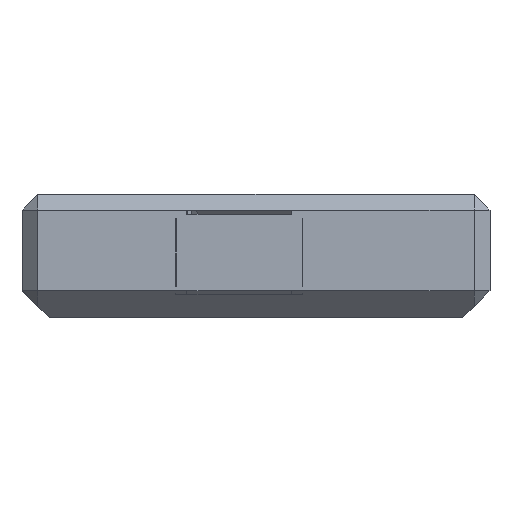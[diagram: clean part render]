
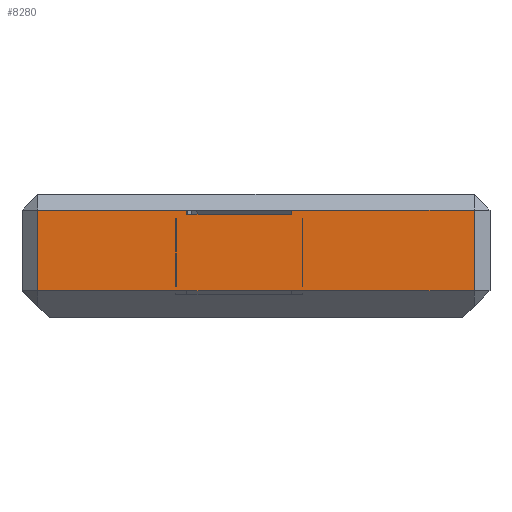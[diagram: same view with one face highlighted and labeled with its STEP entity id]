
A CAD part, front view. The second image highlights one B-rep face of the part: STEP entity #8280.
In plain terms, the highlighted planar face has unit normal (0, -1, 0).
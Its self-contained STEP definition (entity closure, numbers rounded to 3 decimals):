
#135=FACE_BOUND('',#1093,.T.);
#136=FACE_BOUND('',#1094,.T.);
#643=FACE_OUTER_BOUND('',#1092,.T.);
#1092=EDGE_LOOP('',(#7097,#7098,#7099,#7100,#7101,#7102,#7103,#7104,#7105,
#7106));
#1093=EDGE_LOOP('',(#7107,#7108,#7109,#7110));
#1094=EDGE_LOOP('',(#7111,#7112,#7113,#7114));
#1493=LINE('',#12521,#2523);
#1496=LINE('',#12526,#2526);
#1498=LINE('',#12531,#2528);
#1501=LINE('',#12537,#2531);
#1532=LINE('',#12599,#2562);
#1535=LINE('',#12604,#2565);
#1584=LINE('',#12710,#2614);
#1585=LINE('',#12712,#2615);
#1586=LINE('',#12715,#2616);
#1588=LINE('',#12718,#2618);
#1596=LINE('',#12732,#2626);
#1598=LINE('',#12735,#2628);
#1995=LINE('',#13544,#3025);
#2000=LINE('',#13552,#3030);
#2025=LINE('',#13602,#3055);
#2026=LINE('',#13603,#3056);
#2027=LINE('',#13605,#3057);
#2028=LINE('',#13607,#3058);
#2523=VECTOR('',#9283,10.);
#2526=VECTOR('',#9288,10.);
#2528=VECTOR('',#9292,10.);
#2531=VECTOR('',#9297,10.);
#2562=VECTOR('',#9340,10.);
#2565=VECTOR('',#9345,10.);
#2614=VECTOR('',#9420,10.);
#2615=VECTOR('',#9423,10.);
#2616=VECTOR('',#9426,10.);
#2618=VECTOR('',#9430,10.);
#2626=VECTOR('',#9444,10.);
#2628=VECTOR('',#9448,10.);
#3025=VECTOR('',#10179,10.);
#3030=VECTOR('',#10184,10.);
#3055=VECTOR('',#10243,10.);
#3056=VECTOR('',#10244,10.);
#3057=VECTOR('',#10247,10.);
#3058=VECTOR('',#10250,10.);
#3555=VERTEX_POINT('',#12518);
#3556=VERTEX_POINT('',#12520);
#3557=VERTEX_POINT('',#12524);
#3558=VERTEX_POINT('',#12528);
#3559=VERTEX_POINT('',#12530);
#3560=VERTEX_POINT('',#12534);
#3561=VERTEX_POINT('',#12536);
#3585=VERTEX_POINT('',#12596);
#3586=VERTEX_POINT('',#12598);
#3587=VERTEX_POINT('',#12602);
#3588=VERTEX_POINT('',#12606);
#3631=VERTEX_POINT('',#12708);
#3632=VERTEX_POINT('',#12714);
#3635=VERTEX_POINT('',#12731);
#3880=VERTEX_POINT('',#13543);
#3883=VERTEX_POINT('',#13550);
#3890=VERTEX_POINT('',#13592);
#3891=VERTEX_POINT('',#13596);
#4441=EDGE_CURVE('',#3556,#3555,#1493,.T.);
#4444=EDGE_CURVE('',#3555,#3557,#1496,.T.);
#4446=EDGE_CURVE('',#3558,#3559,#1498,.T.);
#4449=EDGE_CURVE('',#3561,#3560,#1501,.T.);
#4480=EDGE_CURVE('',#3586,#3585,#1532,.T.);
#4483=EDGE_CURVE('',#3585,#3587,#1535,.T.);
#4538=EDGE_CURVE('',#3588,#3631,#1584,.T.);
#4539=EDGE_CURVE('',#3631,#3561,#1585,.T.);
#4540=EDGE_CURVE('',#3632,#3556,#1586,.T.);
#4542=EDGE_CURVE('',#3557,#3632,#1588,.T.);
#4550=EDGE_CURVE('',#3635,#3586,#1596,.T.);
#4552=EDGE_CURVE('',#3587,#3635,#1598,.T.);
#4961=EDGE_CURVE('',#3559,#3880,#1995,.T.);
#4966=EDGE_CURVE('',#3883,#3558,#2000,.T.);
#4991=EDGE_CURVE('',#3890,#3560,#2025,.T.);
#4992=EDGE_CURVE('',#3588,#3891,#2026,.T.);
#4993=EDGE_CURVE('',#3891,#3883,#2027,.T.);
#4994=EDGE_CURVE('',#3880,#3890,#2028,.T.);
#7097=ORIENTED_EDGE('',*,*,#4449,.T.);
#7098=ORIENTED_EDGE('',*,*,#4991,.F.);
#7099=ORIENTED_EDGE('',*,*,#4994,.F.);
#7100=ORIENTED_EDGE('',*,*,#4961,.F.);
#7101=ORIENTED_EDGE('',*,*,#4446,.F.);
#7102=ORIENTED_EDGE('',*,*,#4966,.F.);
#7103=ORIENTED_EDGE('',*,*,#4993,.F.);
#7104=ORIENTED_EDGE('',*,*,#4992,.F.);
#7105=ORIENTED_EDGE('',*,*,#4538,.T.);
#7106=ORIENTED_EDGE('',*,*,#4539,.T.);
#7107=ORIENTED_EDGE('',*,*,#4444,.T.);
#7108=ORIENTED_EDGE('',*,*,#4542,.T.);
#7109=ORIENTED_EDGE('',*,*,#4540,.T.);
#7110=ORIENTED_EDGE('',*,*,#4441,.T.);
#7111=ORIENTED_EDGE('',*,*,#4480,.T.);
#7112=ORIENTED_EDGE('',*,*,#4483,.T.);
#7113=ORIENTED_EDGE('',*,*,#4552,.T.);
#7114=ORIENTED_EDGE('',*,*,#4550,.T.);
#7860=PLANE('',#8690);
#8280=ADVANCED_FACE('',(#643,#135,#136),#7860,.T.);
#8690=AXIS2_PLACEMENT_3D('',#13619,#10268,#10269);
#9283=DIRECTION('',(0.,0.,-1.));
#9288=DIRECTION('',(-1.,0.,0.));
#9292=DIRECTION('',(-1.,0.,0.));
#9297=DIRECTION('',(0.,0.,1.));
#9340=DIRECTION('',(0.,0.,1.));
#9345=DIRECTION('',(1.,0.,0.));
#9420=DIRECTION('',(0.,0.,-1.));
#9423=DIRECTION('',(-1.,0.,0.));
#9426=DIRECTION('',(1.,0.,0.));
#9430=DIRECTION('',(0.,0.,1.));
#9444=DIRECTION('',(-1.,0.,0.));
#9448=DIRECTION('',(0.,0.,-1.));
#10179=DIRECTION('',(-1.,0.,0.));
#10184=DIRECTION('',(-1.,0.,0.));
#10243=DIRECTION('',(1.,0.,0.));
#10244=DIRECTION('',(1.,0.,0.));
#10247=DIRECTION('',(0.,0.,-1.));
#10250=DIRECTION('',(0.,0.,1.));
#10268=DIRECTION('center_axis',(0.,-1.,0.));
#10269=DIRECTION('ref_axis',(1.,0.,0.));
#12518=CARTESIAN_POINT('',(11.05,-3.6,-3.2));
#12520=CARTESIAN_POINT('',(11.05,-3.6,3.2));
#12521=CARTESIAN_POINT('',(11.05,-3.6,1.6));
#12524=CARTESIAN_POINT('',(11.,-3.6,-3.2));
#12526=CARTESIAN_POINT('',(3.775,-3.6,-3.2));
#12528=CARTESIAN_POINT('',(21.942,-3.6,-3.6));
#12530=CARTESIAN_POINT('',(12.058,-3.6,-3.6));
#12531=CARTESIAN_POINT('',(7.538,-3.6,-3.6));
#12534=CARTESIAN_POINT('',(12.058,-3.6,4.));
#12536=CARTESIAN_POINT('',(12.058,-3.6,3.6));
#12537=CARTESIAN_POINT('',(12.058,-3.6,1.8));
#12596=CARTESIAN_POINT('',(22.95,-3.6,3.2));
#12598=CARTESIAN_POINT('',(22.95,-3.6,-3.2));
#12599=CARTESIAN_POINT('',(22.95,-3.6,-1.6));
#12602=CARTESIAN_POINT('',(23.,-3.6,3.2));
#12604=CARTESIAN_POINT('',(9.725,-3.6,3.2));
#12606=CARTESIAN_POINT('',(21.942,-3.6,4.));
#12708=CARTESIAN_POINT('',(21.942,-3.6,3.6));
#12710=CARTESIAN_POINT('',(21.942,-3.6,2.));
#12712=CARTESIAN_POINT('',(9.221,-3.6,3.6));
#12714=CARTESIAN_POINT('',(11.,-3.6,3.2));
#12715=CARTESIAN_POINT('',(3.75,-3.6,3.2));
#12718=CARTESIAN_POINT('',(11.,-3.6,-1.6));
#12731=CARTESIAN_POINT('',(23.,-3.6,-3.2));
#12732=CARTESIAN_POINT('',(9.75,-3.6,-3.2));
#12735=CARTESIAN_POINT('',(23.,-3.6,1.6));
#13543=CARTESIAN_POINT('',(-2.,-3.6,-3.6));
#13544=CARTESIAN_POINT('',(7.538,-3.6,-3.6));
#13550=CARTESIAN_POINT('',(39.15,-3.6,-3.6));
#13552=CARTESIAN_POINT('',(7.538,-3.6,-3.6));
#13592=CARTESIAN_POINT('',(-2.,-3.6,4.));
#13596=CARTESIAN_POINT('',(39.15,-3.6,4.));
#13602=CARTESIAN_POINT('',(7.538,-3.6,4.));
#13603=CARTESIAN_POINT('',(7.538,-3.6,4.));
#13605=CARTESIAN_POINT('',(39.15,-3.6,0.));
#13607=CARTESIAN_POINT('',(-2.,-3.6,0.));
#13619=CARTESIAN_POINT('Origin',(-3.5,-3.6,0.));
